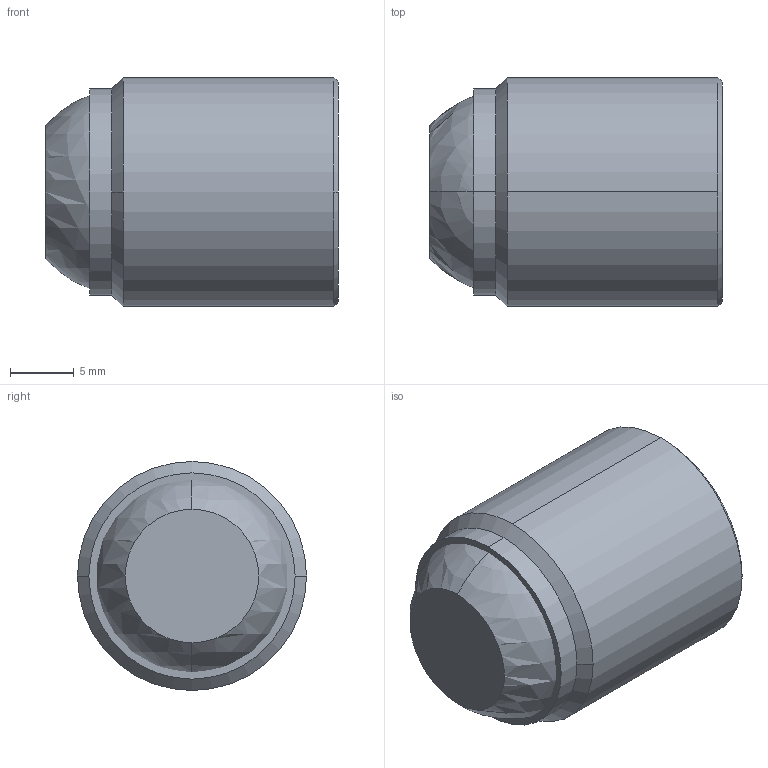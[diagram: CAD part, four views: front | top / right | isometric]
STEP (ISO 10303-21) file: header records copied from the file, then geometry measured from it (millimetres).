
FILE_DESCRIPTION(('STEP AP214'),'1');
FILE_NAME('HALDERN_EH_22731_0458.stp','2017-05-09T08:17:22',('TraceParts'),('TraceParts S.A.'),'Spatial InterOp 3D',' ',' ');
FILE_SCHEMA(('automotive_design'));
Length unit declared in the file: millimetre
Products named in the file (2): HALDERN_EH_22731_0458_1; HALDERN_EH_22731_0458_2
Bounding box: 23 x 18 x 18 mm (x, y, z)
Volume: 6780.3 mm3; surface area: 2400.5 mm2
Topology: 2 solids, 2 shells, 25 faces, 60 edges, 35 vertices
Faces by surface type: cone 10, cylinder 8, plane 5, sphere 2
Entity records: 931 total; most frequent: DIRECTION 144, CARTESIAN_POINT 116, ORIENTED_EDGE 108, AXIS2_PLACEMENT_3D 63, EDGE_CURVE 54, CIRCLE 36, VERTEX_POINT 35, EDGE_LOOP 27
